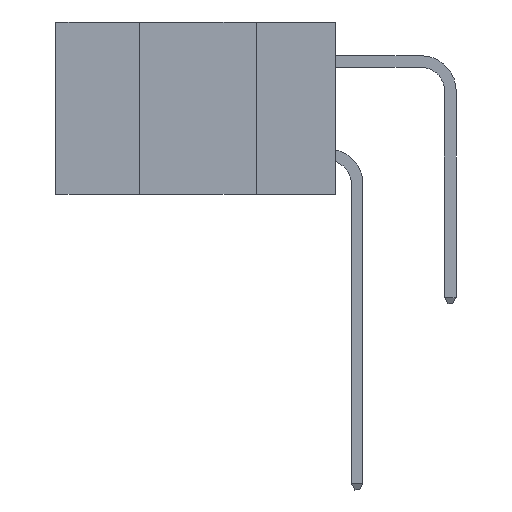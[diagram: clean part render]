
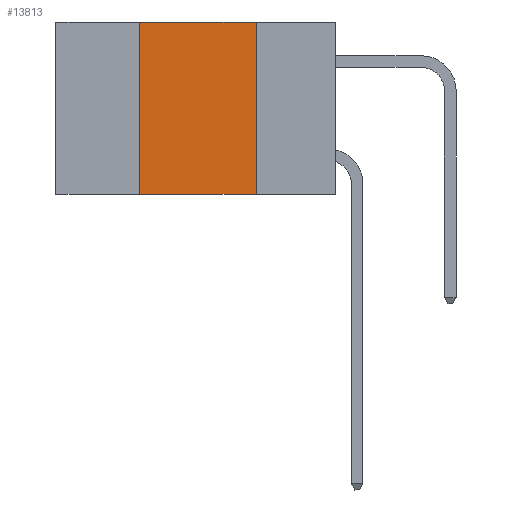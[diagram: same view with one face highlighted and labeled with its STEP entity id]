
A CAD part, left-side view. The second image highlights one B-rep face of the part: STEP entity #13813.
In plain terms, the highlighted planar face has unit normal (-1, 0, 0).
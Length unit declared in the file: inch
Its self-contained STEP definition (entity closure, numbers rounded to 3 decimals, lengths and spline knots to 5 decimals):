
#1244 = DIRECTION ( 'NONE',  ( 0., -1., 0. ) ) ;
#1437 = AXIS2_PLACEMENT_3D ( 'NONE', #11652, #12663, #6359 ) ;
#2482 = FACE_OUTER_BOUND ( 'NONE', #4708, .T. ) ;
#3287 = VERTEX_POINT ( 'NONE', #12432 ) ;
#3428 = LINE ( 'NONE', #7791, #9825 ) ;
#3433 = DIRECTION ( 'NONE',  ( 0., 0., -1. ) ) ;
#4113 = EDGE_CURVE ( 'NONE', #8542, #12643, #3428, .T. ) ;
#4194 = PLANE ( 'NONE',  #1437 ) ;
#4708 = EDGE_LOOP ( 'NONE', ( #10484, #10978, #12203, #12531 ) ) ;
#5041 = DIRECTION ( 'NONE',  ( 0., -1., 0. ) ) ;
#6045 = CARTESIAN_POINT ( 'NONE',  ( 0., 0.17, -0.37 ) ) ;
#6359 = DIRECTION ( 'NONE',  ( 0., 0., -1. ) ) ;
#6932 = VECTOR ( 'NONE', #8661, 39.37008 ) ;
#7339 = CARTESIAN_POINT ( 'NONE',  ( 0., 0.42, 0. ) ) ;
#7791 = CARTESIAN_POINT ( 'NONE',  ( 0., 0.6, -0.37 ) ) ;
#7800 = CARTESIAN_POINT ( 'NONE',  ( 0., 0.6, 0. ) ) ;
#8542 = VERTEX_POINT ( 'NONE', #11684 ) ;
#8661 = DIRECTION ( 'NONE',  ( 0., 0., 1. ) ) ;
#9779 = VECTOR ( 'NONE', #1244, 39.37008 ) ;
#9825 = VECTOR ( 'NONE', #5041, 39.37008 ) ;
#10014 = VECTOR ( 'NONE', #3433, 39.37008 ) ;
#10327 = LINE ( 'NONE', #12927, #10014 ) ;
#10484 = ORIENTED_EDGE ( 'NONE', *, *, #10587, .F. ) ;
#10587 = EDGE_CURVE ( 'NONE', #3287, #12643, #10327, .T. ) ;
#10978 = ORIENTED_EDGE ( 'NONE', *, *, #13331, .F. ) ;
#11652 = CARTESIAN_POINT ( 'NONE',  ( 0., 0.6, 0. ) ) ;
#11684 = CARTESIAN_POINT ( 'NONE',  ( 0., 0.42, -0.37 ) ) ;
#12174 = LINE ( 'NONE', #7800, #9779 ) ;
#12203 = ORIENTED_EDGE ( 'NONE', *, *, #12904, .F. ) ;
#12432 = CARTESIAN_POINT ( 'NONE',  ( 0., 0.17, 0. ) ) ;
#12531 = ORIENTED_EDGE ( 'NONE', *, *, #4113, .T. ) ;
#12643 = VERTEX_POINT ( 'NONE', #6045 ) ;
#12663 = DIRECTION ( 'NONE',  ( 1., 0., 0. ) ) ;
#12835 = LINE ( 'NONE', #13826, #6932 ) ;
#12904 = EDGE_CURVE ( 'NONE', #8542, #13073, #12835, .T. ) ;
#12927 = CARTESIAN_POINT ( 'NONE',  ( 0., 0.17, 0. ) ) ;
#13073 = VERTEX_POINT ( 'NONE', #7339 ) ;
#13331 = EDGE_CURVE ( 'NONE', #13073, #3287, #12174, .T. ) ;
#13813 = ADVANCED_FACE ( 'NONE', ( #2482 ), #4194, .F. ) ;
#13826 = CARTESIAN_POINT ( 'NONE',  ( 0., 0.42, 0. ) ) ;
